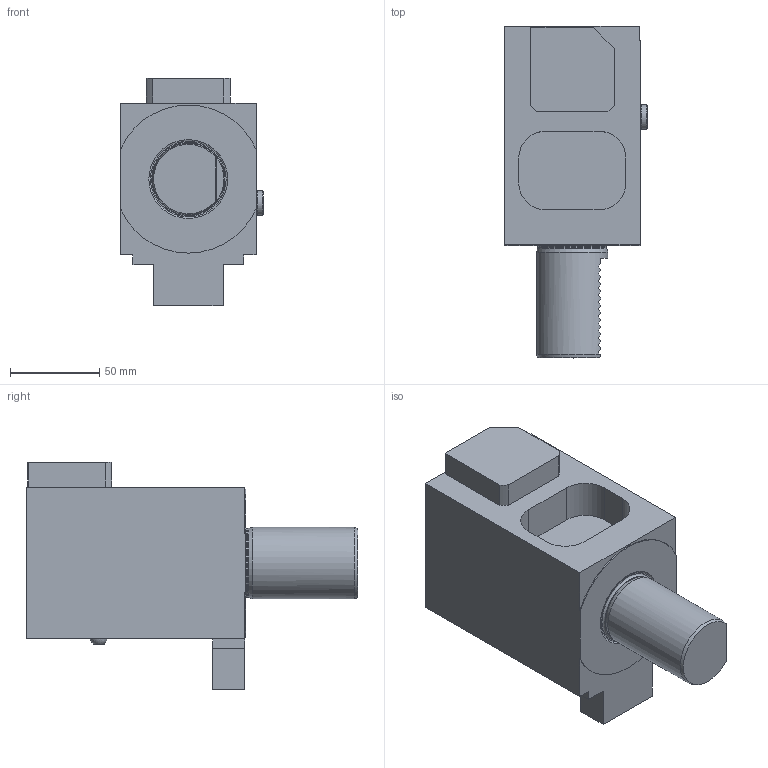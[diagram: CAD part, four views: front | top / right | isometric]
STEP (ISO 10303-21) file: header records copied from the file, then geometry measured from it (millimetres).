
FILE_DESCRIPTION (( 'STEP AP214' ), '1' );
FILE_NAME ('E9I40-32100-63.STEP', '2025-07-09T14:27:16', ( '' ), ( '' ), 'SwSTEP 2.0', 'SolidWorks 2023', '' );
FILE_SCHEMA (( 'AUTOMOTIVE_DESIGN' ));
Length unit declared in the file: millimetre
Products named in the file (1): E9I40-32100-63
Bounding box: 80.15 x 186 x 127.5 mm (x, y, z)
Volume: 744675.4 mm3; surface area: 83660.2 mm2
Topology: 1 solids, 1 shells, 404 faces, 1066 edges, 710 vertices
Faces by surface type: plane 255, bspline 84, cylinder 57, cone 4, torus 3, sphere 1
Full cylindrical faces by diameter (mm): 1.7 x1, 2.1 x1, 6.366 x1, 12 x1, 13.8 x1, 32 x1, 38.7 x1, 40 x1
Entity records: 20515 total; most frequent: CARTESIAN_POINT 8269, ORIENTED_EDGE 2098, DIRECTION 1537, EDGE_CURVE 1049, VERTEX_POINT 707, LINE 699, VECTOR 699, EDGE_LOOP 464
